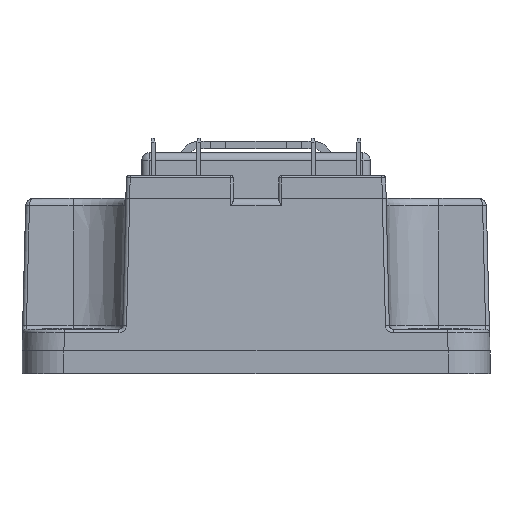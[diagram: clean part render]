
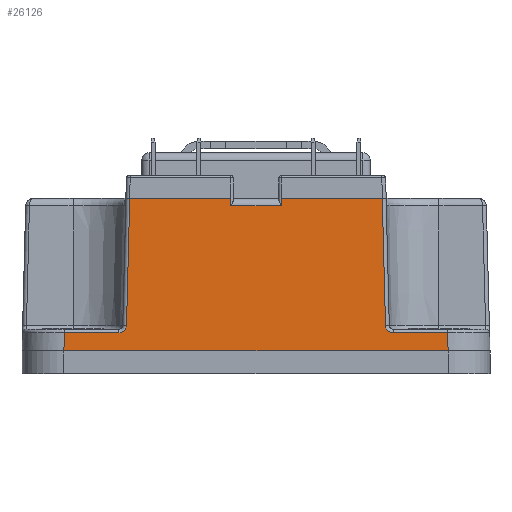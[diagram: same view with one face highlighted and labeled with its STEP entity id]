
A CAD part, left-side view. The second image highlights one B-rep face of the part: STEP entity #26126.
In plain terms, the highlighted face is planar.
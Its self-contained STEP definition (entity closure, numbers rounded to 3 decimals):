
#9920=CARTESIAN_POINT('',(-13.,-53.2,25.202));
#9934=DIRECTION('',(0.,0.,-1.));
#9935=VECTOR('',#9934,50.404);
#9936=CARTESIAN_POINT('',(-13.,-53.2,25.202));
#9937=LINE('',#9936,#9935);
#9950=CARTESIAN_POINT('',(-13.,-53.2,-25.202));
#15174=CARTESIAN_POINT('',(7.,-52.676,
16.566));
#15184=CARTESIAN_POINT('',(6.026,-52.702,
3.3));
#15185=CARTESIAN_POINT('',(6.134,-52.699,
3.3));
#15186=CARTESIAN_POINT('',(6.351,-52.693,
3.3));
#15187=CARTESIAN_POINT('',(6.675,-52.685,
3.3));
#15188=CARTESIAN_POINT('',(6.892,-52.679,3.3));
#15189=CARTESIAN_POINT('',(7.,-52.676,3.3));
#15191=CARTESIAN_POINT('',(7.,-52.676,-3.3));
#15192=CARTESIAN_POINT('',(6.675,-52.685,-3.3));
#15193=CARTESIAN_POINT('',(6.351,-52.693,-3.3));
#15194=CARTESIAN_POINT('',(6.026,-52.702,-3.3));
#15196=DIRECTION('',(0.,0.,-1.));
#15197=VECTOR('',#15196,13.266);
#15198=CARTESIAN_POINT('',(7.,-52.676,-3.3));
#15199=LINE('',#15198,#15197);
#15200=DIRECTION('',(0.999,0.026,0.025));
#15201=VECTOR('',#15200,16.673);
#15202=CARTESIAN_POINT('',(-9.662,-53.113,
-16.988));
#15203=LINE('',#15202,#15201);
#15204=CARTESIAN_POINT('',(-9.662,-53.113,
-16.988));
#15205=CARTESIAN_POINT('',(-9.692,-53.113,
-16.989));
#15206=CARTESIAN_POINT('',(-9.752,-53.115,
-16.993));
#15207=CARTESIAN_POINT('',(-9.842,-53.117,
-17.007));
#15208=CARTESIAN_POINT('',(-9.93,-53.12,
-17.03));
#15209=CARTESIAN_POINT('',(-10.016,-53.122,
-17.061));
#15210=CARTESIAN_POINT('',(-10.099,-53.124,
-17.099));
#15211=CARTESIAN_POINT('',(-10.178,-53.126,
-17.145));
#15212=CARTESIAN_POINT('',(-10.252,-53.128,
-17.197));
#15213=CARTESIAN_POINT('',(-10.321,-53.13,
-17.257));
#15214=CARTESIAN_POINT('',(-10.385,-53.132,
-17.322));
#15215=CARTESIAN_POINT('',(-10.442,-53.133,
-17.393));
#15216=CARTESIAN_POINT('',(-10.493,-53.134,
-17.468));
#15217=CARTESIAN_POINT('',(-10.537,-53.135,
-17.548));
#15218=CARTESIAN_POINT('',(-10.573,-53.136,
-17.632));
#15219=CARTESIAN_POINT('',(-10.602,-53.137,
-17.719));
#15220=CARTESIAN_POINT('',(-10.622,-53.138,
-17.808));
#15221=CARTESIAN_POINT('',(-10.634,-53.138,
-17.898));
#15222=CARTESIAN_POINT('',(-10.637,-53.138,
-17.958));
#15223=CARTESIAN_POINT('',(-10.637,-53.138,
-17.988));
#15225=DIRECTION('',(0.,0.,-1.));
#15226=VECTOR('',#15225,7.155);
#15227=CARTESIAN_POINT('',(-10.637,-53.138,
-17.988));
#15228=LINE('',#15227,#15226);
#15229=DIRECTION('',(-0.999,-0.026,-0.025));
#15230=VECTOR('',#15229,2.365);
#15231=CARTESIAN_POINT('',(-10.637,-53.138,
-25.143));
#15232=LINE('',#15231,#15230);
#15233=DIRECTION('',(0.999,0.026,-0.025));
#15234=VECTOR('',#15233,2.365);
#15235=CARTESIAN_POINT('',(-13.,-53.2,25.202));
#15236=LINE('',#15235,#15234);
#15237=DIRECTION('',(0.,0.,-1.));
#15238=VECTOR('',#15237,7.155);
#15239=CARTESIAN_POINT('',(-10.637,-53.138,
25.143));
#15240=LINE('',#15239,#15238);
#15241=CARTESIAN_POINT('',(-10.637,-53.138,
17.988));
#15242=CARTESIAN_POINT('',(-10.637,-53.138,
17.958));
#15243=CARTESIAN_POINT('',(-10.634,-53.138,
17.898));
#15244=CARTESIAN_POINT('',(-10.622,-53.138,
17.808));
#15245=CARTESIAN_POINT('',(-10.602,-53.137,
17.719));
#15246=CARTESIAN_POINT('',(-10.573,-53.136,
17.632));
#15247=CARTESIAN_POINT('',(-10.537,-53.135,
17.548));
#15248=CARTESIAN_POINT('',(-10.493,-53.134,
17.468));
#15249=CARTESIAN_POINT('',(-10.442,-53.133,
17.393));
#15250=CARTESIAN_POINT('',(-10.385,-53.132,
17.322));
#15251=CARTESIAN_POINT('',(-10.321,-53.13,
17.257));
#15252=CARTESIAN_POINT('',(-10.252,-53.128,
17.197));
#15253=CARTESIAN_POINT('',(-10.178,-53.126,
17.145));
#15254=CARTESIAN_POINT('',(-10.099,-53.124,
17.099));
#15255=CARTESIAN_POINT('',(-10.016,-53.122,
17.061));
#15256=CARTESIAN_POINT('',(-9.93,-53.12,
17.03));
#15257=CARTESIAN_POINT('',(-9.842,-53.117,
17.007));
#15258=CARTESIAN_POINT('',(-9.752,-53.115,
16.993));
#15259=CARTESIAN_POINT('',(-9.692,-53.113,
16.989));
#15260=CARTESIAN_POINT('',(-9.662,-53.113,
16.988));
#15262=DIRECTION('',(-0.999,-0.026,0.025));
#15263=VECTOR('',#15262,16.673);
#15264=CARTESIAN_POINT('',(7.,-52.676,
16.566));
#15265=LINE('',#15264,#15263);
#15266=DIRECTION('',(0.,0.,-1.));
#15267=VECTOR('',#15266,13.266);
#15268=CARTESIAN_POINT('',(7.,-52.676,
16.566));
#15269=LINE('',#15268,#15267);
#15275=DIRECTION('',(0.,0.,1.));
#15276=VECTOR('',#15275,6.6);
#15277=CARTESIAN_POINT('',(6.026,-52.702,-3.3));
#15278=LINE('',#15277,#15276);
#15544=CARTESIAN_POINT('',(-10.637,-53.138,
-25.143));
#17388=VERTEX_POINT('',#9920);
#17395=VERTEX_POINT('',#9950);
#18687=VERTEX_POINT('',#15544);
#18688=CARTESIAN_POINT('',(-10.637,-53.138,
-17.988));
#18689=VERTEX_POINT('',#18688);
#18690=CARTESIAN_POINT('',(-9.662,-53.113,
-16.988));
#18691=CARTESIAN_POINT('',(7.,-52.676,
-16.566));
#18692=VERTEX_POINT('',#18690);
#18693=VERTEX_POINT('',#18691);
#18699=VERTEX_POINT('',#15174);
#18700=CARTESIAN_POINT('',(-9.662,-53.113,
16.988));
#18701=VERTEX_POINT('',#18700);
#18706=CARTESIAN_POINT('',(-10.637,-53.138,
25.143));
#18707=CARTESIAN_POINT('',(-10.637,-53.138,
17.988));
#18708=VERTEX_POINT('',#18706);
#18709=VERTEX_POINT('',#18707);
#19023=VERTEX_POINT('',#15184);
#19024=VERTEX_POINT('',#15189);
#19073=VERTEX_POINT('',#15191);
#19074=VERTEX_POINT('',#15194);
#26095=CARTESIAN_POINT('',(-13.,-53.2,31.82));
#26096=DIRECTION('',(0.026,-1.,0.));
#26097=DIRECTION('',(0.,0.,1.));
#26098=AXIS2_PLACEMENT_3D('',#26095,#26096,#26097);
#26099=PLANE('',#26098);
#26100=ORIENTED_EDGE('',*,*,#26083,.F.);
#26102=ORIENTED_EDGE('',*,*,#26101,.F.);
#26104=ORIENTED_EDGE('',*,*,#26103,.F.);
#26106=ORIENTED_EDGE('',*,*,#26105,.T.);
#26108=ORIENTED_EDGE('',*,*,#26107,.F.);
#26110=ORIENTED_EDGE('',*,*,#26109,.T.);
#26112=ORIENTED_EDGE('',*,*,#26111,.T.);
#26114=ORIENTED_EDGE('',*,*,#26113,.T.);
#26115=ORIENTED_EDGE('',*,*,#19088,.F.);
#26116=ORIENTED_EDGE('',*,*,#19170,.T.);
#26118=ORIENTED_EDGE('',*,*,#26117,.T.);
#26120=ORIENTED_EDGE('',*,*,#26119,.T.);
#26122=ORIENTED_EDGE('',*,*,#26121,.F.);
#26123=ORIENTED_EDGE('',*,*,#26068,.T.);
#26124=EDGE_LOOP('',(#26100,#26102,#26104,#26106,#26108,#26110,#26112,#26114,
#26115,#26116,#26118,#26120,#26122,#26123));
#26125=FACE_OUTER_BOUND('',#26124,.F.);
#26126=ADVANCED_FACE('',(#26125),#26099,.T.);
#15190=B_SPLINE_CURVE_WITH_KNOTS('',3,(#15184,#15185,#15186,#15187,#15188,
#15189),.UNSPECIFIED.,.F.,.F.,(4,1,1,4),(0.,0.333,
0.667,1.),.UNSPECIFIED.);
#15195=B_SPLINE_CURVE_WITH_KNOTS('',3,(#15191,#15192,#15193,#15194),
.UNSPECIFIED.,.F.,.F.,(4,4),(0.,1.),.UNSPECIFIED.);
#15224=B_SPLINE_CURVE_WITH_KNOTS('',3,(#15204,#15205,#15206,#15207,#15208,
#15209,#15210,#15211,#15212,#15213,#15214,#15215,#15216,#15217,#15218,#15219,
#15220,#15221,#15222,#15223),.UNSPECIFIED.,.F.,.F.,(4,1,1,1,1,1,1,1,1,1,1,1,1,1,
1,1,1,4),(0.,0.059,0.118,0.176,
0.235,0.294,0.353,0.412,
0.471,0.529,0.588,0.647,
0.706,0.765,0.824,0.882,
0.941,1.),.UNSPECIFIED.);
#15261=B_SPLINE_CURVE_WITH_KNOTS('',3,(#15241,#15242,#15243,#15244,#15245,
#15246,#15247,#15248,#15249,#15250,#15251,#15252,#15253,#15254,#15255,#15256,
#15257,#15258,#15259,#15260),.UNSPECIFIED.,.F.,.F.,(4,1,1,1,1,1,1,1,1,1,1,1,1,1,
1,1,1,4),(0.,0.059,0.118,0.176,
0.235,0.294,0.353,0.412,
0.471,0.529,0.588,0.647,
0.706,0.765,0.824,0.882,
0.941,1.),.UNSPECIFIED.);
#19088=EDGE_CURVE('',#17388,#17395,#9937,.T.);
#19170=EDGE_CURVE('',#17388,#18708,#15236,.T.);
#26068=EDGE_CURVE('',#18699,#19024,#15269,.T.);
#26083=EDGE_CURVE('',#19023,#19024,#15190,.T.);
#26101=EDGE_CURVE('',#19074,#19023,#15278,.T.);
#26103=EDGE_CURVE('',#19073,#19074,#15195,.T.);
#26105=EDGE_CURVE('',#19073,#18693,#15199,.T.);
#26107=EDGE_CURVE('',#18692,#18693,#15203,.T.);
#26109=EDGE_CURVE('',#18692,#18689,#15224,.T.);
#26111=EDGE_CURVE('',#18689,#18687,#15228,.T.);
#26113=EDGE_CURVE('',#18687,#17395,#15232,.T.);
#26117=EDGE_CURVE('',#18708,#18709,#15240,.T.);
#26119=EDGE_CURVE('',#18709,#18701,#15261,.T.);
#26121=EDGE_CURVE('',#18699,#18701,#15265,.T.);
